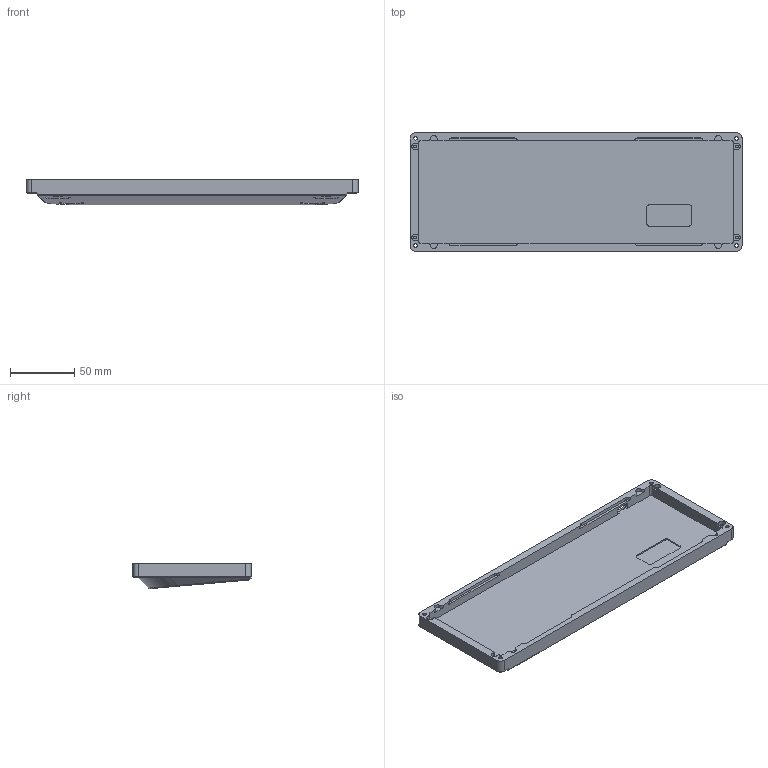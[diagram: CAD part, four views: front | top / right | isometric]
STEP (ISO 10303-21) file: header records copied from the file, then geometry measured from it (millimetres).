
FILE_DESCRIPTION(/* description */ (''),/* implementation_level */ '2;1');
FILE_NAME(/* name */ 'Carpool-Bottom-IntAngle.step',/* time_stamp */ '2021-07-31T22:31:52+03:00',/* author */ (''),/* organization */ (''),/* preprocessor_version */ 'ST-DEVELOPER v18.1',/* originating_system */ 'Autodesk Translation Framework v10.9.0.1377',/* authorisation */ '');
FILE_SCHEMA (('AUTOMOTIVE_DESIGN { 1 0 10303 214 3 1 1 }'));
Length unit declared in the file: millimetre
Products named in the file (1): Carpool-Bottom-IntAngle
Bounding box: 258.89 x 92.2 x 19.7 mm (x, y, z)
Volume: 183642.8 mm3; surface area: 63691.5 mm2
Topology: 1 solids, 1 shells, 183 faces, 462 edges, 294 vertices
Faces by surface type: cylinder 85, plane 64, bspline 26, torus 4, cone 4
Full cylindrical faces by diameter (mm): 2.075 x4, 2.7 x4, 5.27 x4, 20 x4
Entity records: 6262 total; most frequent: CARTESIAN_POINT 1806, ORIENTED_EDGE 924, DIRECTION 916, EDGE_CURVE 462, AXIS2_PLACEMENT_3D 340, VERTEX_POINT 294, LINE 236, VECTOR 236
